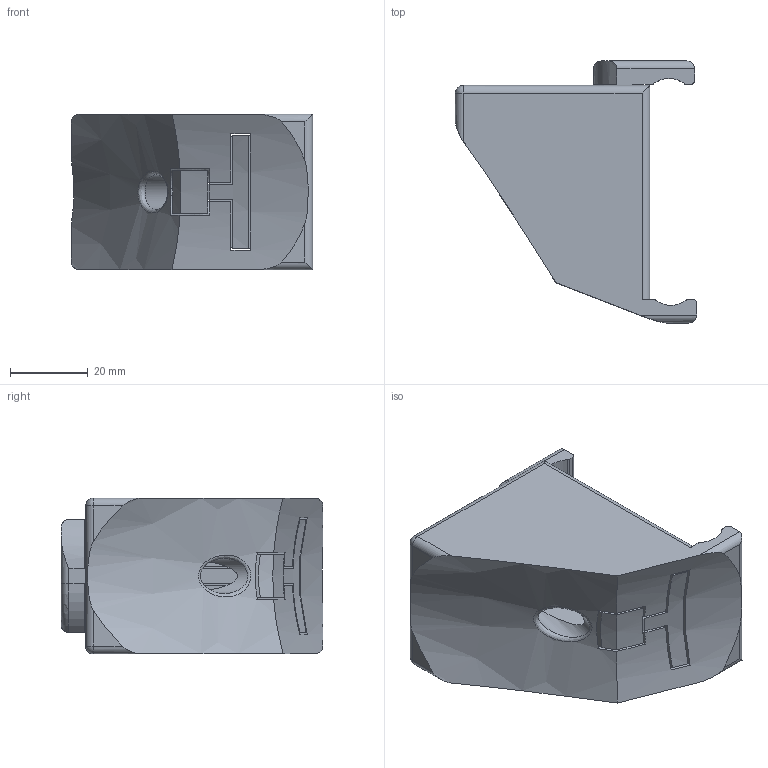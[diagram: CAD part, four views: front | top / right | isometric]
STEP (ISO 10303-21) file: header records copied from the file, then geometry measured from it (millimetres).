
FILE_DESCRIPTION(/* description */ (''),/* implementation_level */ '2;1');
FILE_NAME(/* name */ 'Handyaufnahme.stp',/* time_stamp */ '2020-09-18T12:43:55+02:00',/* author */ ('thoma'),/* organization */ (''),/* preprocessor_version */ 'ST-DEVELOPER v18.1',/* originating_system */ 'Autodesk Inventor LT',/* authorisation */ '');
FILE_SCHEMA (('AUTOMOTIVE_DESIGN { 1 0 10303 214 3 1 1 }'));
Length unit declared in the file: millimetre
Products named in the file (1): Handyaufnahme
Bounding box: 62 x 67.3 x 40 mm (x, y, z)
Volume: 74918.5 mm3; surface area: 25107.1 mm2
Topology: 2 solids, 2 shells, 97 faces, 260 edges, 167 vertices
Faces by surface type: plane 52, cylinder 34, torus 4, bspline 3, sphere 2, cone 2
Full cylindrical faces by diameter (mm): 7.5 x2, 9 x1
Entity records: 3709 total; most frequent: CARTESIAN_POINT 1243, ORIENTED_EDGE 520, DIRECTION 501, EDGE_CURVE 260, AXIS2_PLACEMENT_3D 177, VERTEX_POINT 167, LINE 147, VECTOR 147
